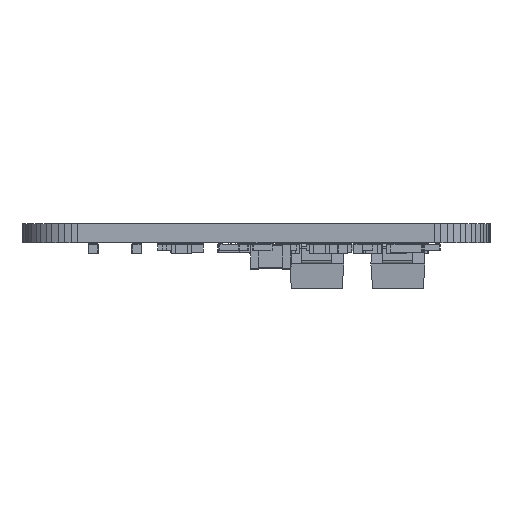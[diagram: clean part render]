
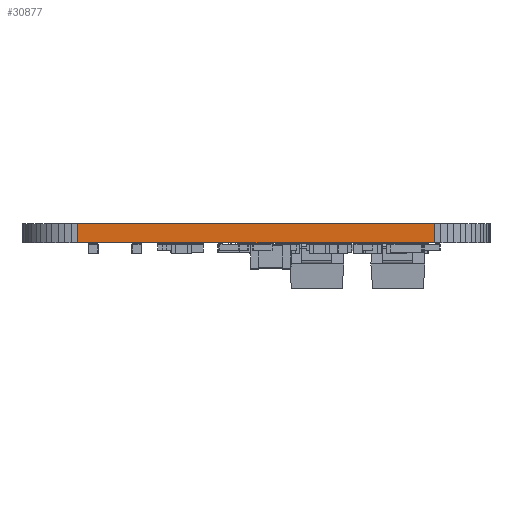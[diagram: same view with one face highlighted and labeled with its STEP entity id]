
A CAD part, front view. The second image highlights one B-rep face of the part: STEP entity #30877.
In plain terms, the highlighted planar face has unit normal (0, -1, 0).
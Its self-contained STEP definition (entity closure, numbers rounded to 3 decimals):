
#16585 = PLANE('',#16586);
#16586 = AXIS2_PLACEMENT_3D('',#16587,#16588,#16589);
#16587 = CARTESIAN_POINT('',(32.34,-68.835,0.97));
#16588 = DIRECTION('',(-0.,-0.,-1.));
#16589 = DIRECTION('',(-1.,0.,0.));
#16639 = PLANE('',#16640);
#16640 = AXIS2_PLACEMENT_3D('',#16641,#16642,#16643);
#16641 = CARTESIAN_POINT('',(32.34,-68.835,0.));
#16642 = DIRECTION('',(-0.,-0.,-1.));
#16643 = DIRECTION('',(-1.,0.,0.));
#17448 = VERTEX_POINT('',#17449);
#17449 = CARTESIAN_POINT('',(41.23,-101.33,0.));
#17463 = PLANE('',#17464);
#17464 = AXIS2_PLACEMENT_3D('',#17465,#17466,#17467);
#17465 = CARTESIAN_POINT('',(41.566,-101.31,0.));
#17466 = DIRECTION('',(0.06,-0.998,0.));
#17467 = DIRECTION('',(-0.998,-0.06,0.));
#17475 = EDGE_CURVE('',#17448,#17476,#17478,.T.);
#17476 = VERTEX_POINT('',#17477);
#17477 = CARTESIAN_POINT('',(23.45,-101.33,0.));
#17478 = SURFACE_CURVE('',#17479,(#17483,#17490),.PCURVE_S1.);
#17479 = LINE('',#17480,#17481);
#17480 = CARTESIAN_POINT('',(41.23,-101.33,0.));
#17481 = VECTOR('',#17482,1.);
#17482 = DIRECTION('',(-1.,0.,0.));
#17483 = PCURVE('',#16639,#17484);
#17484 = DEFINITIONAL_REPRESENTATION('',(#17485),#17489);
#17485 = LINE('',#17486,#17487);
#17486 = CARTESIAN_POINT('',(-8.89,-32.495));
#17487 = VECTOR('',#17488,1.);
#17488 = DIRECTION('',(1.,0.));
#17489 = ( GEOMETRIC_REPRESENTATION_CONTEXT(2) 
PARAMETRIC_REPRESENTATION_CONTEXT() REPRESENTATION_CONTEXT('2D SPACE',''
  ) );
#17490 = PCURVE('',#17491,#17496);
#17491 = PLANE('',#17492);
#17492 = AXIS2_PLACEMENT_3D('',#17493,#17494,#17495);
#17493 = CARTESIAN_POINT('',(41.23,-101.33,0.));
#17494 = DIRECTION('',(0.,-1.,0.));
#17495 = DIRECTION('',(-1.,0.,0.));
#17496 = DEFINITIONAL_REPRESENTATION('',(#17497),#17501);
#17497 = LINE('',#17498,#17499);
#17498 = CARTESIAN_POINT('',(0.,-0.));
#17499 = VECTOR('',#17500,1.);
#17500 = DIRECTION('',(1.,0.));
#17501 = ( GEOMETRIC_REPRESENTATION_CONTEXT(2) 
PARAMETRIC_REPRESENTATION_CONTEXT() REPRESENTATION_CONTEXT('2D SPACE',''
  ) );
#17519 = PLANE('',#17520);
#17520 = AXIS2_PLACEMENT_3D('',#17521,#17522,#17523);
#17521 = CARTESIAN_POINT('',(23.45,-101.33,0.));
#17522 = DIRECTION('',(-0.06,-0.998,0.));
#17523 = DIRECTION('',(-0.998,0.06,0.));
#24309 = VERTEX_POINT('',#24310);
#24310 = CARTESIAN_POINT('',(41.23,-101.33,0.97));
#24331 = EDGE_CURVE('',#24309,#24332,#24334,.T.);
#24332 = VERTEX_POINT('',#24333);
#24333 = CARTESIAN_POINT('',(23.45,-101.33,0.97));
#24334 = SURFACE_CURVE('',#24335,(#24339,#24346),.PCURVE_S1.);
#24335 = LINE('',#24336,#24337);
#24336 = CARTESIAN_POINT('',(41.23,-101.33,0.97));
#24337 = VECTOR('',#24338,1.);
#24338 = DIRECTION('',(-1.,0.,0.));
#24339 = PCURVE('',#16585,#24340);
#24340 = DEFINITIONAL_REPRESENTATION('',(#24341),#24345);
#24341 = LINE('',#24342,#24343);
#24342 = CARTESIAN_POINT('',(-8.89,-32.495));
#24343 = VECTOR('',#24344,1.);
#24344 = DIRECTION('',(1.,0.));
#24345 = ( GEOMETRIC_REPRESENTATION_CONTEXT(2) 
PARAMETRIC_REPRESENTATION_CONTEXT() REPRESENTATION_CONTEXT('2D SPACE',''
  ) );
#24346 = PCURVE('',#17491,#24347);
#24347 = DEFINITIONAL_REPRESENTATION('',(#24348),#24352);
#24348 = LINE('',#24349,#24350);
#24349 = CARTESIAN_POINT('',(0.,-0.97));
#24350 = VECTOR('',#24351,1.);
#24351 = DIRECTION('',(1.,0.));
#24352 = ( GEOMETRIC_REPRESENTATION_CONTEXT(2) 
PARAMETRIC_REPRESENTATION_CONTEXT() REPRESENTATION_CONTEXT('2D SPACE',''
  ) );
#30829 = EDGE_CURVE('',#17448,#24309,#30830,.T.);
#30830 = SURFACE_CURVE('',#30831,(#30835,#30842),.PCURVE_S1.);
#30831 = LINE('',#30832,#30833);
#30832 = CARTESIAN_POINT('',(41.23,-101.33,0.));
#30833 = VECTOR('',#30834,1.);
#30834 = DIRECTION('',(0.,0.,1.));
#30835 = PCURVE('',#17463,#30836);
#30836 = DEFINITIONAL_REPRESENTATION('',(#30837),#30841);
#30837 = LINE('',#30838,#30839);
#30838 = CARTESIAN_POINT('',(0.337,0.));
#30839 = VECTOR('',#30840,1.);
#30840 = DIRECTION('',(0.,-1.));
#30841 = ( GEOMETRIC_REPRESENTATION_CONTEXT(2) 
PARAMETRIC_REPRESENTATION_CONTEXT() REPRESENTATION_CONTEXT('2D SPACE',''
  ) );
#30842 = PCURVE('',#17491,#30843);
#30843 = DEFINITIONAL_REPRESENTATION('',(#30844),#30848);
#30844 = LINE('',#30845,#30846);
#30845 = CARTESIAN_POINT('',(0.,-0.));
#30846 = VECTOR('',#30847,1.);
#30847 = DIRECTION('',(0.,-1.));
#30848 = ( GEOMETRIC_REPRESENTATION_CONTEXT(2) 
PARAMETRIC_REPRESENTATION_CONTEXT() REPRESENTATION_CONTEXT('2D SPACE',''
  ) );
#30877 = ADVANCED_FACE('',(#30878),#17491,.T.);
#30878 = FACE_BOUND('',#30879,.T.);
#30879 = EDGE_LOOP('',(#30880,#30881,#30882,#30903));
#30880 = ORIENTED_EDGE('',*,*,#30829,.T.);
#30881 = ORIENTED_EDGE('',*,*,#24331,.T.);
#30882 = ORIENTED_EDGE('',*,*,#30883,.F.);
#30883 = EDGE_CURVE('',#17476,#24332,#30884,.T.);
#30884 = SURFACE_CURVE('',#30885,(#30889,#30896),.PCURVE_S1.);
#30885 = LINE('',#30886,#30887);
#30886 = CARTESIAN_POINT('',(23.45,-101.33,0.));
#30887 = VECTOR('',#30888,1.);
#30888 = DIRECTION('',(0.,0.,1.));
#30889 = PCURVE('',#17491,#30890);
#30890 = DEFINITIONAL_REPRESENTATION('',(#30891),#30895);
#30891 = LINE('',#30892,#30893);
#30892 = CARTESIAN_POINT('',(17.78,0.));
#30893 = VECTOR('',#30894,1.);
#30894 = DIRECTION('',(0.,-1.));
#30895 = ( GEOMETRIC_REPRESENTATION_CONTEXT(2) 
PARAMETRIC_REPRESENTATION_CONTEXT() REPRESENTATION_CONTEXT('2D SPACE',''
  ) );
#30896 = PCURVE('',#17519,#30897);
#30897 = DEFINITIONAL_REPRESENTATION('',(#30898),#30902);
#30898 = LINE('',#30899,#30900);
#30899 = CARTESIAN_POINT('',(0.,0.));
#30900 = VECTOR('',#30901,1.);
#30901 = DIRECTION('',(0.,-1.));
#30902 = ( GEOMETRIC_REPRESENTATION_CONTEXT(2) 
PARAMETRIC_REPRESENTATION_CONTEXT() REPRESENTATION_CONTEXT('2D SPACE',''
  ) );
#30903 = ORIENTED_EDGE('',*,*,#17475,.F.);
